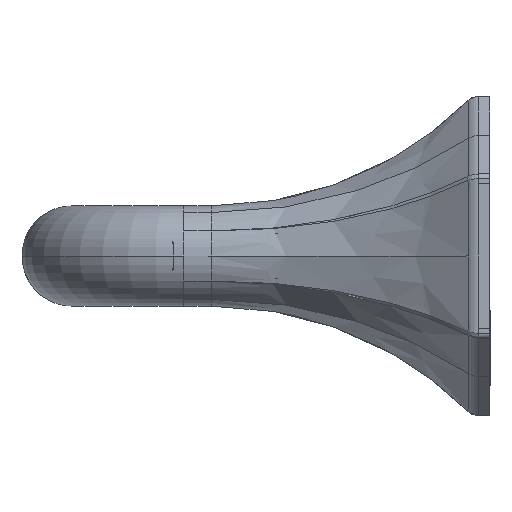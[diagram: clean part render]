
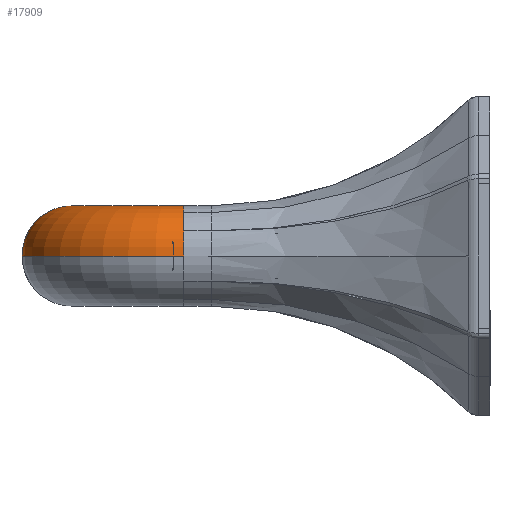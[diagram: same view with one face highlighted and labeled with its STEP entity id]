
A CAD part, left-side view. The second image highlights one B-rep face of the part: STEP entity #17909.
In plain terms, the highlighted toroidal (fillet/blend) face has major radius 20 mm and minor radius 9 mm.
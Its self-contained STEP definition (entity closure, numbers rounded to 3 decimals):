
#17728=CARTESIAN_POINT('Axis2P3D Location',(-280.,75.,0.)) ;
#17732=CARTESIAN_POINT('Vertex',(-280.,70.5,7.794)) ;
#17734=CARTESIAN_POINT('Vertex',(-280.,67.206,4.5)) ;
#17737=CARTESIAN_POINT('Axis2P3D Location',(-280.,75.,0.)) ;
#17741=CARTESIAN_POINT('Vertex',(-280.,66.,0.)) ;
#17797=CARTESIAN_POINT('Vertex',(-280.,84.,0.)) ;
#17800=CARTESIAN_POINT('Axis2P3D Location',(-280.,75.,0.)) ;
#17804=CARTESIAN_POINT('Vertex',(-280.,79.5,7.794)) ;
#17807=CARTESIAN_POINT('Axis2P3D Location',(-280.,75.,0.)) ;
#17811=CARTESIAN_POINT('Vertex',(-280.,75.,9.)) ;
#17814=CARTESIAN_POINT('Axis2P3D Location',(-280.,75.,0.)) ;
#17835=CARTESIAN_POINT('Axis2P3D Location',(-280.,55.,0.)) ;
#17840=CARTESIAN_POINT('Axis2P3D Location',(-280.,55.,0.)) ;
#17844=CARTESIAN_POINT('Vertex',(-309.,55.,0.)) ;
#17847=CARTESIAN_POINT('Axis2P3D Location',(-300.,55.,0.)) ;
#17851=CARTESIAN_POINT('Vertex',(-307.794,55.,4.5)) ;
#17854=CARTESIAN_POINT('Axis2P3D Location',(-300.,55.,0.)) ;
#17858=CARTESIAN_POINT('Vertex',(-304.5,55.,7.794)) ;
#17861=CARTESIAN_POINT('Axis2P3D Location',(-300.,55.,0.)) ;
#17865=CARTESIAN_POINT('Vertex',(-300.,55.,9.)) ;
#17868=CARTESIAN_POINT('Axis2P3D Location',(-300.,55.,0.)) ;
#17872=CARTESIAN_POINT('Vertex',(-295.5,55.,7.794)) ;
#17875=CARTESIAN_POINT('Axis2P3D Location',(-300.,55.,0.)) ;
#17879=CARTESIAN_POINT('Vertex',(-292.206,55.,4.5)) ;
#17882=CARTESIAN_POINT('Axis2P3D Location',(-300.,55.,0.)) ;
#17886=CARTESIAN_POINT('Vertex',(-291.,55.,0.)) ;
#17889=CARTESIAN_POINT('Axis2P3D Location',(-280.,55.,0.)) ;
#17729=DIRECTION('Axis2P3D Direction',(1.,0.,0.)) ;
#17738=DIRECTION('Axis2P3D Direction',(1.,0.,0.)) ;
#17801=DIRECTION('Axis2P3D Direction',(1.,0.,0.)) ;
#17808=DIRECTION('Axis2P3D Direction',(1.,0.,0.)) ;
#17815=DIRECTION('Axis2P3D Direction',(1.,0.,0.)) ;
#17836=DIRECTION('Axis2P3D Direction',(0.,0.,1.)) ;
#17837=DIRECTION('Axis2P3D XDirection',(0.,1.,0.)) ;
#17841=DIRECTION('Axis2P3D Direction',(0.,0.,1.)) ;
#17848=DIRECTION('Axis2P3D Direction',(0.,1.,0.)) ;
#17855=DIRECTION('Axis2P3D Direction',(0.,1.,0.)) ;
#17862=DIRECTION('Axis2P3D Direction',(0.,1.,0.)) ;
#17869=DIRECTION('Axis2P3D Direction',(0.,1.,0.)) ;
#17876=DIRECTION('Axis2P3D Direction',(0.,1.,0.)) ;
#17883=DIRECTION('Axis2P3D Direction',(0.,1.,0.)) ;
#17890=DIRECTION('Axis2P3D Direction',(0.,0.,1.)) ;
#17730=AXIS2_PLACEMENT_3D('Circle Axis2P3D',#17728,#17729,$) ;
#17739=AXIS2_PLACEMENT_3D('Circle Axis2P3D',#17737,#17738,$) ;
#17802=AXIS2_PLACEMENT_3D('Circle Axis2P3D',#17800,#17801,$) ;
#17809=AXIS2_PLACEMENT_3D('Circle Axis2P3D',#17807,#17808,$) ;
#17816=AXIS2_PLACEMENT_3D('Circle Axis2P3D',#17814,#17815,$) ;
#17838=AXIS2_PLACEMENT_3D('Torus Axis2P3D',#17835,#17836,#17837) ;
#17842=AXIS2_PLACEMENT_3D('Circle Axis2P3D',#17840,#17841,$) ;
#17849=AXIS2_PLACEMENT_3D('Circle Axis2P3D',#17847,#17848,$) ;
#17856=AXIS2_PLACEMENT_3D('Circle Axis2P3D',#17854,#17855,$) ;
#17863=AXIS2_PLACEMENT_3D('Circle Axis2P3D',#17861,#17862,$) ;
#17870=AXIS2_PLACEMENT_3D('Circle Axis2P3D',#17868,#17869,$) ;
#17877=AXIS2_PLACEMENT_3D('Circle Axis2P3D',#17875,#17876,$) ;
#17884=AXIS2_PLACEMENT_3D('Circle Axis2P3D',#17882,#17883,$) ;
#17891=AXIS2_PLACEMENT_3D('Circle Axis2P3D',#17889,#17890,$) ;
#17895=ORIENTED_EDGE('',*,*,#17818,.F.) ;
#17896=ORIENTED_EDGE('',*,*,#17813,.F.) ;
#17897=ORIENTED_EDGE('',*,*,#17806,.F.) ;
#17898=ORIENTED_EDGE('',*,*,#17846,.T.) ;
#17899=ORIENTED_EDGE('',*,*,#17853,.T.) ;
#17900=ORIENTED_EDGE('',*,*,#17860,.F.) ;
#17901=ORIENTED_EDGE('',*,*,#17867,.T.) ;
#17902=ORIENTED_EDGE('',*,*,#17874,.F.) ;
#17903=ORIENTED_EDGE('',*,*,#17881,.T.) ;
#17904=ORIENTED_EDGE('',*,*,#17888,.F.) ;
#17905=ORIENTED_EDGE('',*,*,#17893,.F.) ;
#17906=ORIENTED_EDGE('',*,*,#17743,.F.) ;
#17907=ORIENTED_EDGE('',*,*,#17736,.F.) ;
#17909=ADVANCED_FACE('P30847.1\\PartBody',(#17908),#17839,.T.) ;
#17731=CIRCLE('generated circle',#17730,9.) ;
#17740=CIRCLE('generated circle',#17739,9.) ;
#17803=CIRCLE('generated circle',#17802,9.) ;
#17810=CIRCLE('generated circle',#17809,9.) ;
#17817=CIRCLE('generated circle',#17816,9.) ;
#17843=CIRCLE('generated circle',#17842,29.) ;
#17850=CIRCLE('generated circle',#17849,9.) ;
#17857=CIRCLE('generated circle',#17856,9.) ;
#17864=CIRCLE('generated circle',#17863,9.) ;
#17871=CIRCLE('generated circle',#17870,9.) ;
#17878=CIRCLE('generated circle',#17877,9.) ;
#17885=CIRCLE('generated circle',#17884,9.) ;
#17892=CIRCLE('generated circle',#17891,11.) ;
#17839=TOROIDAL_SURFACE('homeo Torus',#17838,20.,9.) ;
#17736=EDGE_CURVE('',#17733,#17735,#17731,.T.) ;
#17743=EDGE_CURVE('',#17735,#17742,#17740,.T.) ;
#17806=EDGE_CURVE('',#17798,#17805,#17803,.T.) ;
#17813=EDGE_CURVE('',#17805,#17812,#17810,.T.) ;
#17818=EDGE_CURVE('',#17812,#17733,#17817,.T.) ;
#17846=EDGE_CURVE('',#17798,#17845,#17843,.T.) ;
#17853=EDGE_CURVE('',#17845,#17852,#17850,.T.) ;
#17860=EDGE_CURVE('',#17859,#17852,#17857,.F.) ;
#17867=EDGE_CURVE('',#17859,#17866,#17864,.T.) ;
#17874=EDGE_CURVE('',#17873,#17866,#17871,.F.) ;
#17881=EDGE_CURVE('',#17873,#17880,#17878,.T.) ;
#17888=EDGE_CURVE('',#17887,#17880,#17885,.F.) ;
#17893=EDGE_CURVE('',#17742,#17887,#17892,.T.) ;
#17894=EDGE_LOOP('',(#17895,#17896,#17897,#17898,#17899,#17900,#17901,#17902,#17903,#17904,#17905,#17906,#17907)) ;
#17908=FACE_OUTER_BOUND('',#17894,.T.) ;
#17733=VERTEX_POINT('',#17732) ;
#17735=VERTEX_POINT('',#17734) ;
#17742=VERTEX_POINT('',#17741) ;
#17798=VERTEX_POINT('',#17797) ;
#17805=VERTEX_POINT('',#17804) ;
#17812=VERTEX_POINT('',#17811) ;
#17845=VERTEX_POINT('',#17844) ;
#17852=VERTEX_POINT('',#17851) ;
#17859=VERTEX_POINT('',#17858) ;
#17866=VERTEX_POINT('',#17865) ;
#17873=VERTEX_POINT('',#17872) ;
#17880=VERTEX_POINT('',#17879) ;
#17887=VERTEX_POINT('',#17886) ;
